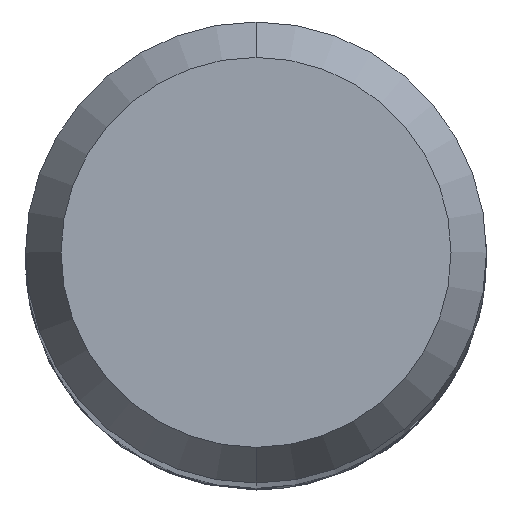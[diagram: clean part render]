
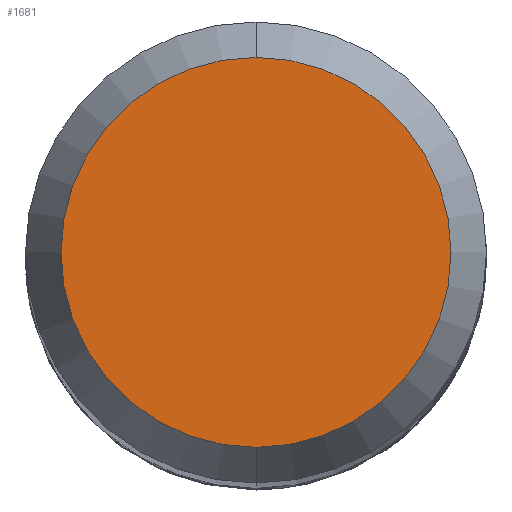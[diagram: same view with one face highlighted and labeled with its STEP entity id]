
A CAD part, top view. The second image highlights one B-rep face of the part: STEP entity #1681.
In plain terms, the highlighted planar face has unit normal (0, 0, 1).
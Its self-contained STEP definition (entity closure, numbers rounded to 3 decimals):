
#1085=EDGE_CURVE('',#1181,#1121,#2290,.T.);
#1121=VERTEX_POINT('',#2330);
#1129=EDGE_CURVE('',#1121,#1181,#2340,.T.);
#1181=VERTEX_POINT('',#2396);
#1681=ADVANCED_FACE('',(#2937),#2938,.T.);
#2290=CIRCLE('',#7937,2.538);
#2330=CARTESIAN_POINT('',(0.,-2.538,0.0));
#2340=CIRCLE('',#8391,2.538);
#2396=CARTESIAN_POINT('',(0.0,2.538,0.0));
#2937=FACE_OUTER_BOUND('',#13240,.T.);
#2938=PLANE('',#13241);
#7937=AXIS2_PLACEMENT_3D('',#14318,#14319,#14320);
#8391=AXIS2_PLACEMENT_3D('',#14398,#14399,#14400);
#13240=EDGE_LOOP('',(#15029,#15030));
#13241=AXIS2_PLACEMENT_3D('',#15031,#15032,#15033);
#14318=CARTESIAN_POINT('',(0.0,0.0,0.0));
#14319=DIRECTION('',(0.0,0.0,-1.0));
#14320=DIRECTION('',(0.0,1.0,0.0));
#14398=CARTESIAN_POINT('',(0.0,0.0,0.0));
#14399=DIRECTION('',(0.0,0.0,-1.0));
#14400=DIRECTION('',(0.0,1.0,0.0));
#15029=ORIENTED_EDGE('',*,*,#1085,.F.);
#15030=ORIENTED_EDGE('',*,*,#1129,.F.);
#15031=CARTESIAN_POINT('',(0.0,1.269,0.0));
#15032=DIRECTION('',(-0.0,0.0,1.0));
#15033=DIRECTION('',(0.0,-1.0,0.0));
